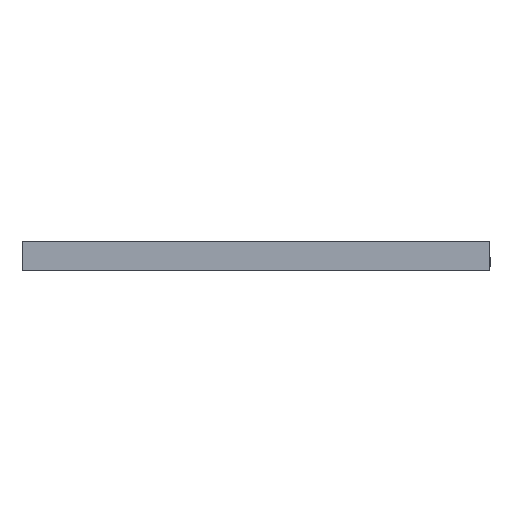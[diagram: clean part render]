
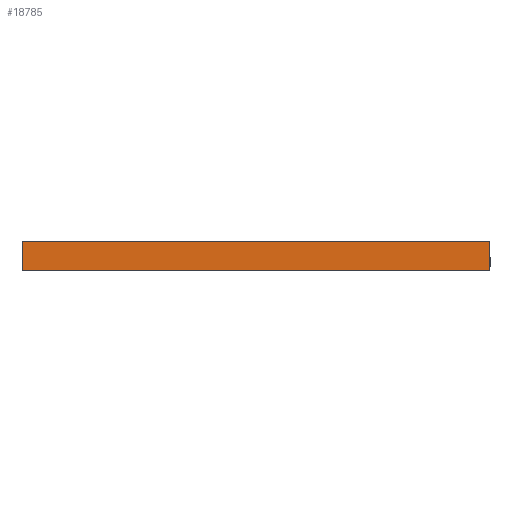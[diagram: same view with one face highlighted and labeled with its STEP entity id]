
A CAD part, front view. The second image highlights one B-rep face of the part: STEP entity #18785.
In plain terms, the highlighted planar face has unit normal (0, -1, 0).
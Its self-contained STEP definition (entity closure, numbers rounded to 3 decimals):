
#5059 = VERTEX_POINT('',#5060);
#5060 = CARTESIAN_POINT('',(-2.,-10.,-6.4));
#5066 = EDGE_CURVE('',#5059,#5067,#5069,.T.);
#5067 = VERTEX_POINT('',#5068);
#5068 = CARTESIAN_POINT('',(168.,-10.,-6.4));
#5069 = LINE('',#5070,#5071);
#5070 = CARTESIAN_POINT('',(-2.,-10.,-6.4));
#5071 = VECTOR('',#5072,1.);
#5072 = DIRECTION('',(1.,0.,0.));
#18767 = VERTEX_POINT('',#18768);
#18768 = CARTESIAN_POINT('',(-2.,-10.,4.25));
#18774 = EDGE_CURVE('',#5059,#18767,#18775,.T.);
#18775 = LINE('',#18776,#18777);
#18776 = CARTESIAN_POINT('',(-2.,-10.,-6.4));
#18777 = VECTOR('',#18778,1.);
#18778 = DIRECTION('',(0.,0.,1.));
#18785 = ADVANCED_FACE('',(#18786),#18804,.F.);
#18786 = FACE_BOUND('',#18787,.F.);
#18787 = EDGE_LOOP('',(#18788,#18789,#18797,#18803));
#18788 = ORIENTED_EDGE('',*,*,#18774,.T.);
#18789 = ORIENTED_EDGE('',*,*,#18790,.T.);
#18790 = EDGE_CURVE('',#18767,#18791,#18793,.T.);
#18791 = VERTEX_POINT('',#18792);
#18792 = CARTESIAN_POINT('',(168.,-10.,4.25));
#18793 = LINE('',#18794,#18795);
#18794 = CARTESIAN_POINT('',(-2.,-10.,4.25));
#18795 = VECTOR('',#18796,1.);
#18796 = DIRECTION('',(1.,0.,0.));
#18797 = ORIENTED_EDGE('',*,*,#18798,.F.);
#18798 = EDGE_CURVE('',#5067,#18791,#18799,.T.);
#18799 = LINE('',#18800,#18801);
#18800 = CARTESIAN_POINT('',(168.,-10.,-6.4));
#18801 = VECTOR('',#18802,1.);
#18802 = DIRECTION('',(0.,0.,1.));
#18803 = ORIENTED_EDGE('',*,*,#5066,.F.);
#18804 = PLANE('',#18805);
#18805 = AXIS2_PLACEMENT_3D('',#18806,#18807,#18808);
#18806 = CARTESIAN_POINT('',(-2.,-10.,-6.4));
#18807 = DIRECTION('',(0.,1.,0.));
#18808 = DIRECTION('',(1.,0.,0.));
